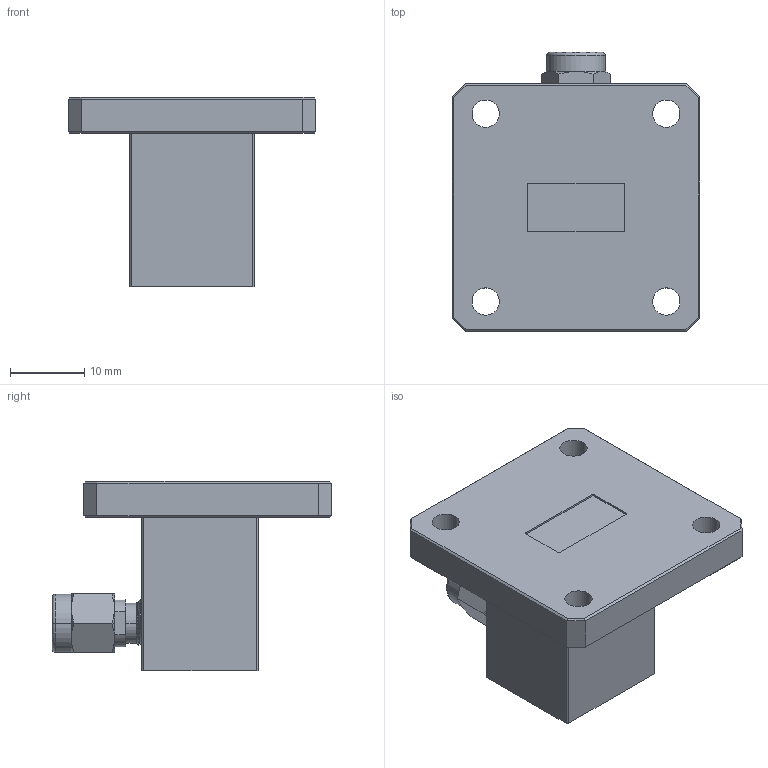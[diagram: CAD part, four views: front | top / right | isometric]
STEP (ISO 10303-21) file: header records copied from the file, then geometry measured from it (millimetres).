
FILE_DESCRIPTION (( 'STEP AP203' ), '1' );
FILE_NAME ('SWC-51KM-R1.STEP', '2024-01-24T00:32:09', ( '' ), ( '' ), 'SwSTEP 2.0', 'SolidWorks 2021', '' );
FILE_SCHEMA (( 'CONFIG_CONTROL_DESIGN' ));
Length unit declared in the file: inch
Products named in the file (1): SWC-51KM-R1
Bounding box: 33.32 x 37.54 x 25.4 mm (x, y, z)
Volume: 11030.1 mm3; surface area: 4614.2 mm2
Topology: 1 solids, 1 shells, 110 faces, 258 edges, 160 vertices
Faces by surface type: plane 62, cylinder 23, cone 17, bspline 6, torus 2
Entity records: 4662 total; most frequent: CARTESIAN_POINT 2097, ORIENTED_EDGE 516, DIRECTION 499, EDGE_CURVE 258, AXIS2_PLACEMENT_3D 175, VERTEX_POINT 160, LINE 149, VECTOR 149
